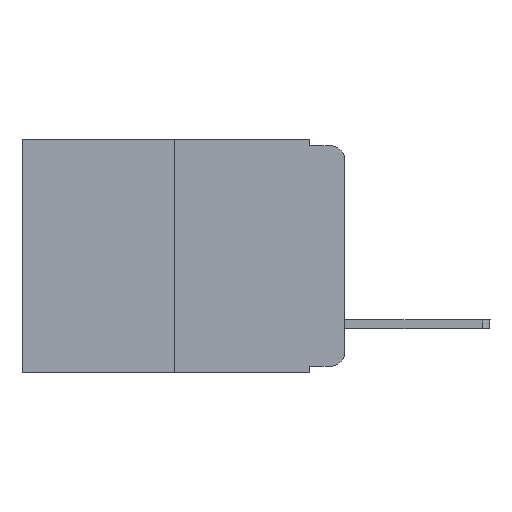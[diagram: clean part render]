
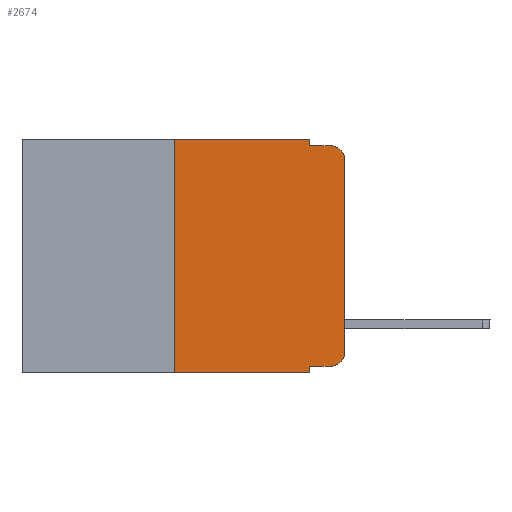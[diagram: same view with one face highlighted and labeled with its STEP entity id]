
A CAD part, left-side view. The second image highlights one B-rep face of the part: STEP entity #2674.
In plain terms, the highlighted planar face has unit normal (-1, 0, 0).
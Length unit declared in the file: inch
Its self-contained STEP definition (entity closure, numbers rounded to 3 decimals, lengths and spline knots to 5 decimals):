
#150 = CARTESIAN_POINT ( 'NONE',  ( 0., 0.25, -0.343 ) ) ;
#151 = EDGE_CURVE ( 'NONE', #3445, #7509, #6950, .T. ) ;
#443 = VERTEX_POINT ( 'NONE', #150 ) ;
#586 = DIRECTION ( 'NONE',  ( 0., -1., 0. ) ) ;
#924 = VECTOR ( 'NONE', #6568, 39.37008 ) ;
#978 = PLANE ( 'NONE',  #7618 ) ;
#1054 = EDGE_CURVE ( 'NONE', #4665, #5148, #11644, .T. ) ;
#1121 = VERTEX_POINT ( 'NONE', #6611 ) ;
#1230 = DIRECTION ( 'NONE',  ( 0., 0., -1. ) ) ;
#1428 = VERTEX_POINT ( 'NONE', #6760 ) ;
#1575 = EDGE_CURVE ( 'NONE', #1747, #8891, #1913, .T. ) ;
#1684 = EDGE_CURVE ( 'NONE', #7556, #3445, #5304, .T. ) ;
#1733 = LINE ( 'NONE', #6878, #9676 ) ;
#1747 = VERTEX_POINT ( 'NONE', #2312 ) ;
#1913 = CIRCLE ( 'NONE', #4568, 0.02 ) ;
#2140 = CARTESIAN_POINT ( 'NONE',  ( 0., 0.051, 0. ) ) ;
#2312 = CARTESIAN_POINT ( 'NONE',  ( 0., 0., -0.03 ) ) ;
#2321 = DIRECTION ( 'NONE',  ( 0., 0., -1. ) ) ;
#2431 = VECTOR ( 'NONE', #6661, 39.37008 ) ;
#2637 = EDGE_CURVE ( 'NONE', #7556, #1121, #7590, .T. ) ;
#2674 = ADVANCED_FACE ( 'NONE', ( #5693 ), #978, .F. ) ;
#2850 = LINE ( 'NONE', #4865, #2431 ) ;
#3445 = VERTEX_POINT ( 'NONE', #11753 ) ;
#4168 = EDGE_CURVE ( 'NONE', #5148, #1428, #10061, .T. ) ;
#4350 = CARTESIAN_POINT ( 'NONE',  ( 0., 0.02, -0.03 ) ) ;
#4568 = AXIS2_PLACEMENT_3D ( 'NONE', #4350, #10893, #2321 ) ;
#4665 = VERTEX_POINT ( 'NONE', #10054 ) ;
#4705 = ORIENTED_EDGE ( 'NONE', *, *, #2637, .F. ) ;
#4726 = CARTESIAN_POINT ( 'NONE',  ( 0., 0.051, 0. ) ) ;
#4865 = CARTESIAN_POINT ( 'NONE',  ( 0., 0.051, -0.01 ) ) ;
#5092 = VECTOR ( 'NONE', #10984, 39.37008 ) ;
#5148 = VERTEX_POINT ( 'NONE', #2140 ) ;
#5304 = LINE ( 'NONE', #8984, #5430 ) ;
#5430 = VECTOR ( 'NONE', #586, 39.37008 ) ;
#5521 = DIRECTION ( 'NONE',  ( 0., -1., 0. ) ) ;
#5541 = AXIS2_PLACEMENT_3D ( 'NONE', #11486, #6848, #1230 ) ;
#5594 = ORIENTED_EDGE ( 'NONE', *, *, #10298, .T. ) ;
#5693 = FACE_OUTER_BOUND ( 'NONE', #5902, .T. ) ;
#5769 = DIRECTION ( 'NONE',  ( 1., 0., 0. ) ) ;
#5902 = EDGE_LOOP ( 'NONE', ( #7501, #8842, #7582, #8583, #11977, #9457, #5594, #4705, #9382, #12067 ) ) ;
#6213 = LINE ( 'NONE', #6896, #11063 ) ;
#6518 = CARTESIAN_POINT ( 'NONE',  ( 0., 0.473, -0.343 ) ) ;
#6568 = DIRECTION ( 'NONE',  ( 0., -1., 0. ) ) ;
#6611 = CARTESIAN_POINT ( 'NONE',  ( 0., 0.051, -0.343 ) ) ;
#6657 = CARTESIAN_POINT ( 'NONE',  ( 0., 0., -0.313 ) ) ;
#6661 = DIRECTION ( 'NONE',  ( 0., -1., 0. ) ) ;
#6760 = CARTESIAN_POINT ( 'NONE',  ( 0., 0.051, -0.01 ) ) ;
#6848 = DIRECTION ( 'NONE',  ( -1., 0., 0. ) ) ;
#6878 = CARTESIAN_POINT ( 'NONE',  ( 0., 0.25, 0. ) ) ;
#6896 = CARTESIAN_POINT ( 'NONE',  ( 0., 0., 0. ) ) ;
#6950 = CIRCLE ( 'NONE', #5541, 0.02 ) ;
#7501 = ORIENTED_EDGE ( 'NONE', *, *, #12172, .T. ) ;
#7509 = VERTEX_POINT ( 'NONE', #6657 ) ;
#7513 = CARTESIAN_POINT ( 'NONE',  ( 0., 0.473, 0. ) ) ;
#7556 = VERTEX_POINT ( 'NONE', #8493 ) ;
#7582 = ORIENTED_EDGE ( 'NONE', *, *, #11096, .F. ) ;
#7590 = LINE ( 'NONE', #4726, #8483 ) ;
#7618 = AXIS2_PLACEMENT_3D ( 'NONE', #9496, #5769, #8630 ) ;
#7623 = LINE ( 'NONE', #6518, #8644 ) ;
#7848 = DIRECTION ( 'NONE',  ( 0., 0., 1. ) ) ;
#8282 = DIRECTION ( 'NONE',  ( 0., 0., -1. ) ) ;
#8305 = CARTESIAN_POINT ( 'NONE',  ( 0., 0.051, 0. ) ) ;
#8483 = VECTOR ( 'NONE', #8282, 39.37008 ) ;
#8493 = CARTESIAN_POINT ( 'NONE',  ( 0., 0.051, -0.333 ) ) ;
#8583 = ORIENTED_EDGE ( 'NONE', *, *, #4168, .F. ) ;
#8630 = DIRECTION ( 'NONE',  ( 0., 0., -1. ) ) ;
#8644 = VECTOR ( 'NONE', #5521, 39.37008 ) ;
#8842 = ORIENTED_EDGE ( 'NONE', *, *, #1575, .T. ) ;
#8891 = VERTEX_POINT ( 'NONE', #9752 ) ;
#8984 = CARTESIAN_POINT ( 'NONE',  ( 0., 0.051, -0.333 ) ) ;
#9382 = ORIENTED_EDGE ( 'NONE', *, *, #1684, .T. ) ;
#9457 = ORIENTED_EDGE ( 'NONE', *, *, #10577, .F. ) ;
#9496 = CARTESIAN_POINT ( 'NONE',  ( 0., 0.473, 0. ) ) ;
#9676 = VECTOR ( 'NONE', #9833, 39.37008 ) ;
#9752 = CARTESIAN_POINT ( 'NONE',  ( 0., 0.02, -0.01 ) ) ;
#9833 = DIRECTION ( 'NONE',  ( 0., 0., 1. ) ) ;
#10054 = CARTESIAN_POINT ( 'NONE',  ( 0., 0.25, 0. ) ) ;
#10061 = LINE ( 'NONE', #8305, #5092 ) ;
#10298 = EDGE_CURVE ( 'NONE', #443, #1121, #7623, .T. ) ;
#10577 = EDGE_CURVE ( 'NONE', #443, #4665, #1733, .T. ) ;
#10893 = DIRECTION ( 'NONE',  ( -1., 0., 0. ) ) ;
#10984 = DIRECTION ( 'NONE',  ( 0., 0., -1. ) ) ;
#11063 = VECTOR ( 'NONE', #7848, 39.37008 ) ;
#11096 = EDGE_CURVE ( 'NONE', #1428, #8891, #2850, .T. ) ;
#11486 = CARTESIAN_POINT ( 'NONE',  ( 0., 0.02, -0.313 ) ) ;
#11644 = LINE ( 'NONE', #7513, #924 ) ;
#11753 = CARTESIAN_POINT ( 'NONE',  ( 0., 0.02, -0.333 ) ) ;
#11977 = ORIENTED_EDGE ( 'NONE', *, *, #1054, .F. ) ;
#12067 = ORIENTED_EDGE ( 'NONE', *, *, #151, .T. ) ;
#12172 = EDGE_CURVE ( 'NONE', #7509, #1747, #6213, .T. ) ;
